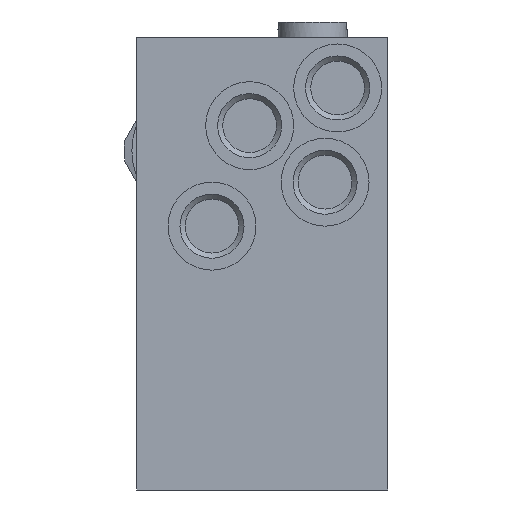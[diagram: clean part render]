
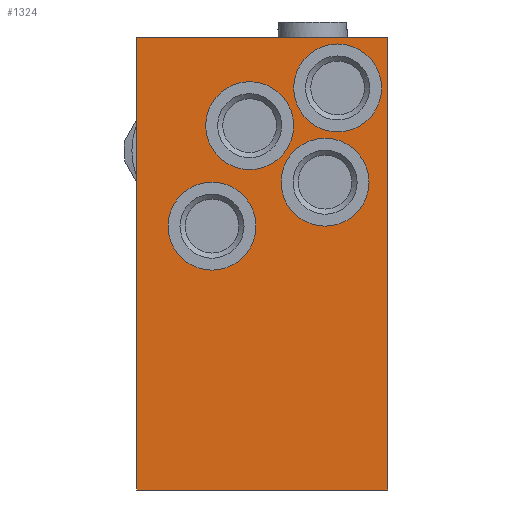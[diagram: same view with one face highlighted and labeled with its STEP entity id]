
A CAD part, front view. The second image highlights one B-rep face of the part: STEP entity #1324.
In plain terms, the highlighted planar face has unit normal (0, -1, 0).
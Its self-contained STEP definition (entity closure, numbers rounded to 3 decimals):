
#56=FACE_BOUND('',#275,.T.);
#57=FACE_BOUND('',#276,.T.);
#58=FACE_BOUND('',#277,.T.);
#59=FACE_BOUND('',#278,.T.);
#120=PLANE('',#1517);
#191=FACE_OUTER_BOUND('',#274,.T.);
#274=EDGE_LOOP('',(#1218,#1219,#1220,#1221));
#275=EDGE_LOOP('',(#1222,#1223));
#276=EDGE_LOOP('',(#1224,#1225));
#277=EDGE_LOOP('',(#1226,#1227));
#278=EDGE_LOOP('',(#1228,#1229));
#340=LINE('',#2361,#404);
#344=LINE('',#2368,#408);
#345=LINE('',#2371,#409);
#346=LINE('',#2372,#410);
#404=VECTOR('',#1913,10.);
#408=VECTOR('',#1919,10.);
#409=VECTOR('',#1922,10.);
#410=VECTOR('',#1923,10.);
#494=CIRCLE('',#1484,7.);
#495=CIRCLE('',#1485,7.);
#498=CIRCLE('',#1490,7.);
#499=CIRCLE('',#1491,7.);
#502=CIRCLE('',#1496,7.);
#503=CIRCLE('',#1497,7.);
#506=CIRCLE('',#1502,7.);
#507=CIRCLE('',#1503,7.);
#647=VERTEX_POINT('',#2295);
#648=VERTEX_POINT('',#2296);
#651=VERTEX_POINT('',#2306);
#652=VERTEX_POINT('',#2307);
#655=VERTEX_POINT('',#2317);
#656=VERTEX_POINT('',#2318);
#659=VERTEX_POINT('',#2328);
#660=VERTEX_POINT('',#2329);
#671=VERTEX_POINT('',#2358);
#672=VERTEX_POINT('',#2360);
#674=VERTEX_POINT('',#2366);
#675=VERTEX_POINT('',#2370);
#827=EDGE_CURVE('',#647,#648,#494,.T.);
#828=EDGE_CURVE('',#648,#647,#495,.T.);
#832=EDGE_CURVE('',#651,#652,#498,.T.);
#833=EDGE_CURVE('',#652,#651,#499,.T.);
#837=EDGE_CURVE('',#655,#656,#502,.T.);
#838=EDGE_CURVE('',#656,#655,#503,.T.);
#842=EDGE_CURVE('',#659,#660,#506,.T.);
#843=EDGE_CURVE('',#660,#659,#507,.T.);
#857=EDGE_CURVE('',#671,#672,#340,.T.);
#861=EDGE_CURVE('',#674,#671,#344,.T.);
#862=EDGE_CURVE('',#675,#674,#345,.T.);
#863=EDGE_CURVE('',#675,#672,#346,.T.);
#1218=ORIENTED_EDGE('',*,*,#861,.F.);
#1219=ORIENTED_EDGE('',*,*,#862,.F.);
#1220=ORIENTED_EDGE('',*,*,#863,.T.);
#1221=ORIENTED_EDGE('',*,*,#857,.F.);
#1222=ORIENTED_EDGE('',*,*,#827,.T.);
#1223=ORIENTED_EDGE('',*,*,#828,.T.);
#1224=ORIENTED_EDGE('',*,*,#832,.T.);
#1225=ORIENTED_EDGE('',*,*,#833,.T.);
#1226=ORIENTED_EDGE('',*,*,#837,.T.);
#1227=ORIENTED_EDGE('',*,*,#838,.T.);
#1228=ORIENTED_EDGE('',*,*,#842,.T.);
#1229=ORIENTED_EDGE('',*,*,#843,.T.);
#1324=ADVANCED_FACE('',(#191,#56,#57,#58,#59),#120,.T.);
#1484=AXIS2_PLACEMENT_3D('',#2297,#1841,#1842);
#1485=AXIS2_PLACEMENT_3D('',#2298,#1843,#1844);
#1490=AXIS2_PLACEMENT_3D('',#2308,#1854,#1855);
#1491=AXIS2_PLACEMENT_3D('',#2309,#1856,#1857);
#1496=AXIS2_PLACEMENT_3D('',#2319,#1867,#1868);
#1497=AXIS2_PLACEMENT_3D('',#2320,#1869,#1870);
#1502=AXIS2_PLACEMENT_3D('',#2330,#1880,#1881);
#1503=AXIS2_PLACEMENT_3D('',#2331,#1882,#1883);
#1517=AXIS2_PLACEMENT_3D('',#2369,#1920,#1921);
#1841=DIRECTION('center_axis',(0.,1.,0.));
#1842=DIRECTION('ref_axis',(1.,0.,0.));
#1843=DIRECTION('center_axis',(0.,1.,0.));
#1844=DIRECTION('ref_axis',(1.,0.,0.));
#1854=DIRECTION('center_axis',(0.,1.,0.));
#1855=DIRECTION('ref_axis',(1.,0.,0.));
#1856=DIRECTION('center_axis',(0.,1.,0.));
#1857=DIRECTION('ref_axis',(1.,0.,0.));
#1867=DIRECTION('center_axis',(0.,1.,0.));
#1868=DIRECTION('ref_axis',(1.,0.,0.));
#1869=DIRECTION('center_axis',(0.,1.,0.));
#1870=DIRECTION('ref_axis',(1.,0.,0.));
#1880=DIRECTION('center_axis',(0.,1.,0.));
#1881=DIRECTION('ref_axis',(1.,0.,0.));
#1882=DIRECTION('center_axis',(0.,1.,0.));
#1883=DIRECTION('ref_axis',(1.,0.,0.));
#1913=DIRECTION('',(-1.,0.,0.));
#1919=DIRECTION('',(0.,0.,-1.));
#1920=DIRECTION('center_axis',(0.,-1.,0.));
#1921=DIRECTION('ref_axis',(1.,0.,0.));
#1922=DIRECTION('',(1.,0.,0.));
#1923=DIRECTION('',(0.,0.,-1.));
#2295=CARTESIAN_POINT('',(5.,-20.,22.));
#2296=CARTESIAN_POINT('',(-9.,-20.,22.));
#2297=CARTESIAN_POINT('Origin',(-2.,-20.,22.));
#2298=CARTESIAN_POINT('Origin',(-2.,-20.,22.));
#2306=CARTESIAN_POINT('',(19.,-20.,28.));
#2307=CARTESIAN_POINT('',(5.,-20.,28.));
#2308=CARTESIAN_POINT('Origin',(12.,-20.,28.));
#2309=CARTESIAN_POINT('Origin',(12.,-20.,28.));
#2317=CARTESIAN_POINT('',(17.,-20.,13.));
#2318=CARTESIAN_POINT('',(3.,-20.,13.));
#2319=CARTESIAN_POINT('Origin',(10.,-20.,13.));
#2320=CARTESIAN_POINT('Origin',(10.,-20.,13.));
#2328=CARTESIAN_POINT('',(-1.,-20.,6.));
#2329=CARTESIAN_POINT('',(-15.,-20.,6.));
#2330=CARTESIAN_POINT('Origin',(-8.,-20.,6.));
#2331=CARTESIAN_POINT('Origin',(-8.,-20.,6.));
#2358=CARTESIAN_POINT('',(20.,-20.,-36.));
#2360=CARTESIAN_POINT('',(-20.,-20.,-36.));
#2361=CARTESIAN_POINT('',(20.,-20.,-36.));
#2366=CARTESIAN_POINT('',(20.,-20.,36.));
#2368=CARTESIAN_POINT('',(20.,-20.,0.));
#2369=CARTESIAN_POINT('Origin',(-20.,-20.,0.));
#2370=CARTESIAN_POINT('',(-20.,-20.,36.));
#2371=CARTESIAN_POINT('',(20.,-20.,36.));
#2372=CARTESIAN_POINT('',(-20.,-20.,0.));
